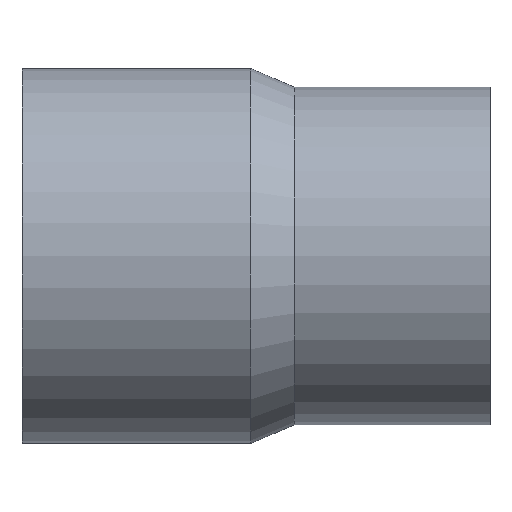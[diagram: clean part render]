
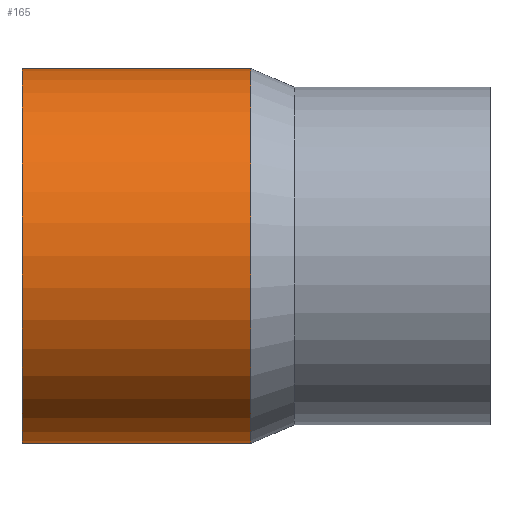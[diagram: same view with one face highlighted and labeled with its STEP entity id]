
A CAD part, top view. The second image highlights one B-rep face of the part: STEP entity #165.
In plain terms, the highlighted cylindrical face has radius 125 mm (diameter 250 mm), a partial arc.
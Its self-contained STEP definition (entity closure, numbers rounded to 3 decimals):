
#101 = EDGE_CURVE( '', #173, #189, #238, .T. );
#137 = VERTEX_POINT( '', #278 );
#143 = EDGE_CURVE( '', #137, #189, #285, .T. );
#145 = EDGE_CURVE( '', #153, #137, #287, .T. );
#153 = VERTEX_POINT( '', #295 );
#165 = ADVANCED_FACE( '', ( #310 ), #311, .T. );
#167 = EDGE_CURVE( '', #173, #153, #313, .T. );
#173 = VERTEX_POINT( '', #319 );
#189 = VERTEX_POINT( '', #338 );
#238 = CIRCLE( '', #385, 125. );
#278 = CARTESIAN_POINT( '', ( 152.5, 125., 0. ) );
#285 = LINE( '', #449, #450 );
#287 = CIRCLE( '', #453, 125. );
#295 = CARTESIAN_POINT( '', ( 152.5, -125., 0. ) );
#310 = FACE_OUTER_BOUND( '', #477, .T. );
#311 = CYLINDRICAL_SURFACE( '', #478, 125. );
#313 = LINE( '', #481, #482 );
#319 = CARTESIAN_POINT( '', ( 0., -125., 0. ) );
#338 = CARTESIAN_POINT( '', ( 0., 125., 0. ) );
#385 = AXIS2_PLACEMENT_3D( '', #559, #560, #561 );
#449 = CARTESIAN_POINT( '', ( 76.25, 125., 0. ) );
#450 = VECTOR( '', #620, 1. );
#453 = AXIS2_PLACEMENT_3D( '', #621, #622, #623 );
#477 = EDGE_LOOP( '', ( #656, #657, #658, #659 ) );
#478 = AXIS2_PLACEMENT_3D( '', #660, #661, #662 );
#481 = CARTESIAN_POINT( '', ( 76.25, -125., 0. ) );
#482 = VECTOR( '', #663, 1. );
#559 = CARTESIAN_POINT( '', ( 0., 0., 0. ) );
#560 = DIRECTION( '', ( -1., 0., 0. ) );
#561 = DIRECTION( '', ( 0., 1., 0. ) );
#620 = DIRECTION( '', ( -1., 0., 0. ) );
#621 = CARTESIAN_POINT( '', ( 152.5, 0., 0. ) );
#622 = DIRECTION( '', ( -1., 0., 0. ) );
#623 = DIRECTION( '', ( 0., 1., 0. ) );
#656 = ORIENTED_EDGE( '', *, *, #143, .T. );
#657 = ORIENTED_EDGE( '', *, *, #101, .F. );
#658 = ORIENTED_EDGE( '', *, *, #167, .T. );
#659 = ORIENTED_EDGE( '', *, *, #145, .T. );
#660 = CARTESIAN_POINT( '', ( 76.25, 0., 0. ) );
#661 = DIRECTION( '', ( 1., 0., 0. ) );
#662 = DIRECTION( '', ( 0., 1., 0. ) );
#663 = DIRECTION( '', ( 1., 0., 0. ) );
